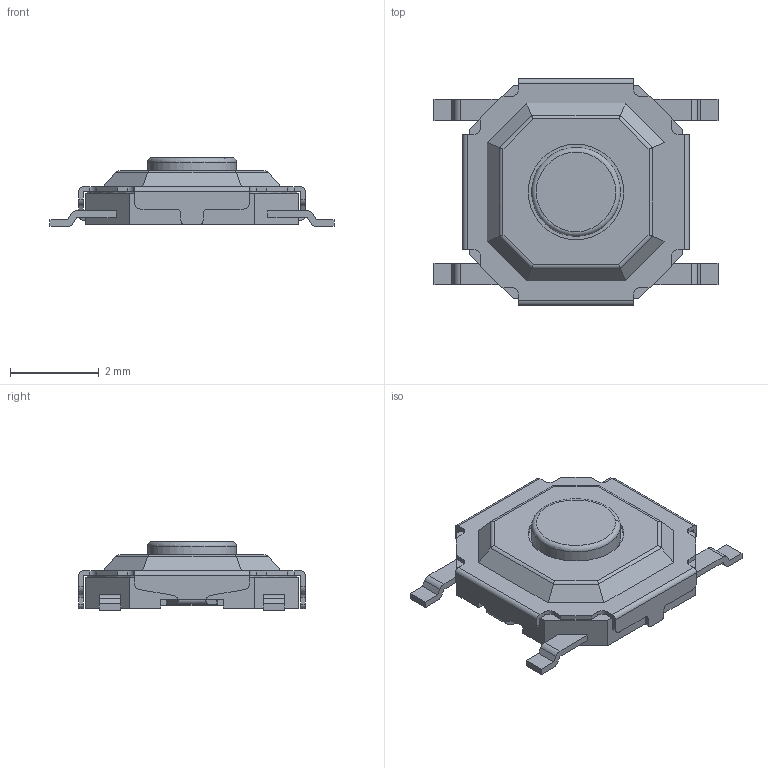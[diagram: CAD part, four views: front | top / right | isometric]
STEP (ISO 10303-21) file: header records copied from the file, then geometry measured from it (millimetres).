
FILE_DESCRIPTION(/* description */ (''),/* implementation_level */ '2;1');
FILE_NAME(/* name */ 'PTS526.step',/* time_stamp */ '2023-02-21T21:01:02+01:00',/* author */ (''),/* organization */ (''),/* preprocessor_version */ 'ST-DEVELOPER v19.2',/* originating_system */ 'Autodesk Translation Framework v11.17.0.187',/* authorisation */ '');
FILE_SCHEMA (('AUTOMOTIVE_DESIGN { 1 0 10303 214 3 1 1 }'));
Length unit declared in the file: metre
Products named in the file (1): PTS526 Tactile Switch
Bounding box: 6.4 x 5.1 x 1.55 mm (x, y, z)
Volume: 16.8 mm3; surface area: 161.8 mm2
Topology: 1 solids, 1 shells, 237 faces, 637 edges, 414 vertices
Faces by surface type: plane 160, cylinder 75, cone 1, torus 1
Full cylindrical faces by diameter (mm): 0.35 x1, 1 x1, 2 x1, 2.15 x1, 2.2 x1, 3 x1, 4.75 x1
Entity records: 7475 total; most frequent: CARTESIAN_POINT 1337, ORIENTED_EDGE 1274, DIRECTION 1256, EDGE_CURVE 637, LINE 490, VECTOR 490, VERTEX_POINT 414, AXIS2_PLACEMENT_3D 383
